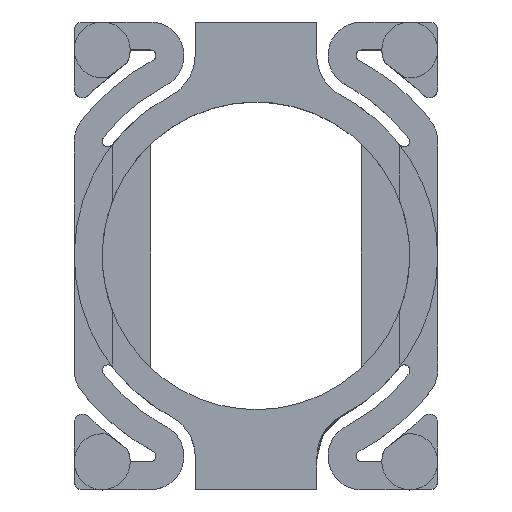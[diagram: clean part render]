
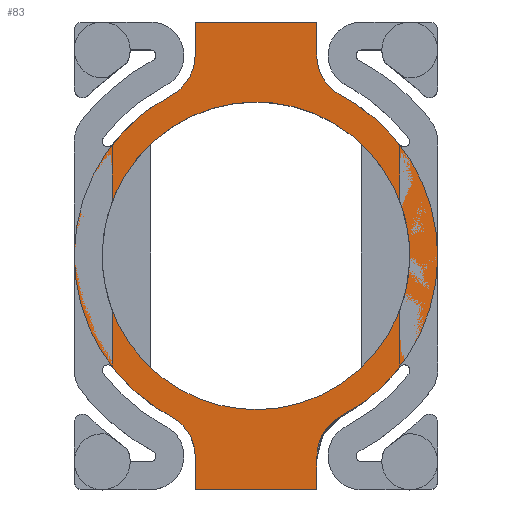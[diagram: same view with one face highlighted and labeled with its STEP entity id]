
A CAD part, top view. The second image highlights one B-rep face of the part: STEP entity #83.
In plain terms, the highlighted planar face has unit normal (0, 0, 1).
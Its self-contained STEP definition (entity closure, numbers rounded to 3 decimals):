
#12=FACE_BOUND($,#263,.T.);
#83=ADVANCED_FACE($,(#172,#12),#1018,.T.);
#172=FACE_OUTER_BOUND($,#262,.T.);
#262=EDGE_LOOP($,(#438,#439,#440,#441,#442));
#263=EDGE_LOOP($,(#443,#444));
#438=ORIENTED_EDGE($,*,*,#729,.T.);
#439=ORIENTED_EDGE($,*,*,#739,.T.);
#440=ORIENTED_EDGE($,*,*,#738,.T.);
#441=ORIENTED_EDGE($,*,*,#737,.T.);
#442=ORIENTED_EDGE($,*,*,#736,.T.);
#443=ORIENTED_EDGE($,*,*,#731,.T.);
#444=ORIENTED_EDGE($,*,*,#746,.T.);
#729=EDGE_CURVE($,#885,#894,#1161,.T.);
#731=EDGE_CURVE($,#886,#896,#1162,.T.);
#736=EDGE_CURVE($,#891,#885,#1165,.T.);
#737=EDGE_CURVE($,#892,#891,#1085,.T.);
#738=EDGE_CURVE($,#893,#892,#1166,.T.);
#739=EDGE_CURVE($,#894,#893,#1086,.T.);
#746=EDGE_CURVE($,#896,#886,#1168,.T.);
#885=VERTEX_POINT($,#2186);
#886=VERTEX_POINT($,#2187);
#891=VERTEX_POINT($,#2192);
#892=VERTEX_POINT($,#2193);
#893=VERTEX_POINT($,#2194);
#894=VERTEX_POINT($,#2195);
#896=VERTEX_POINT($,#2197);
#1018=PLANE($,#1317);
#1085=B_SPLINE_CURVE_WITH_KNOTS($,1,(#2069,#2070),.UNSPECIFIED.,.F.,.F.,
(2,2),(41.704,43.966),.UNSPECIFIED.);
#1086=B_SPLINE_CURVE_WITH_KNOTS($,1,(#2084,#2085),.UNSPECIFIED.,.F.,.F.,
(2,2),(20.405,24.761),.UNSPECIFIED.);
#1161=(
BOUNDED_CURVE()
B_SPLINE_CURVE(2,(#2026,#2027,#2028,#2029,#2030,#2031,#2032,#2033,#2034),
.UNSPECIFIED.,.F.,.F.)
B_SPLINE_CURVE_WITH_KNOTS((3,2,2,2,3),(4.877,11.934,
18.99,19.205,20.405),.UNSPECIFIED.)
CURVE()
GEOMETRIC_REPRESENTATION_ITEM()
RATIONAL_B_SPLINE_CURVE((1.,0.856,1.,0.856,1.,0.828,
0.935,0.967,1.))
REPRESENTATION_ITEM($)
);
#1162=(
BOUNDED_CURVE()
B_SPLINE_CURVE(2,(#2037,#2038,#2039,#2040,#2041),.UNSPECIFIED.,.F.,.F.)
B_SPLINE_CURVE_WITH_KNOTS((3,2,3),(-34.558,-25.918,-17.279),
.UNSPECIFIED.)
CURVE()
GEOMETRIC_REPRESENTATION_ITEM()
RATIONAL_B_SPLINE_CURVE((1.,0.707,1.,0.707,1.))
REPRESENTATION_ITEM($)
);
#1165=(
BOUNDED_CURVE()
B_SPLINE_CURVE(2,(#2064,#2065,#2066,#2067,#2068),.UNSPECIFIED.,.F.,.F.)
B_SPLINE_CURVE_WITH_KNOTS((3,2,3),(43.966,45.166,45.381),
.UNSPECIFIED.)
CURVE()
GEOMETRIC_REPRESENTATION_ITEM()
RATIONAL_B_SPLINE_CURVE((1.,1.,1.,0.856,1.))
REPRESENTATION_ITEM($)
);
#1166=(
BOUNDED_CURVE()
B_SPLINE_CURVE(2,(#2071,#2072,#2073,#2074,#2075,#2076,#2077,#2078,#2079,
#2080,#2081,#2082,#2083),.UNSPECIFIED.,.F.,.F.)
B_SPLINE_CURVE_WITH_KNOTS((3,2,2,2,2,2,3),(24.761,25.961,
26.176,33.232,40.288,40.504,41.704),
.UNSPECIFIED.)
CURVE()
GEOMETRIC_REPRESENTATION_ITEM()
RATIONAL_B_SPLINE_CURVE((1.,1.,1.,0.886,1.07,0.916,
1.07,0.916,1.07,0.886,1.,
1.,1.))
REPRESENTATION_ITEM($)
);
#1168=(
BOUNDED_CURVE()
B_SPLINE_CURVE(2,(#2101,#2102,#2103,#2104,#2105),.UNSPECIFIED.,.F.,.F.)
B_SPLINE_CURVE_WITH_KNOTS((3,2,3),(-17.279,-8.639,0.),
.UNSPECIFIED.)
CURVE()
GEOMETRIC_REPRESENTATION_ITEM()
RATIONAL_B_SPLINE_CURVE((1.,0.707,1.,0.707,1.))
REPRESENTATION_ITEM($)
);
#1317=AXIS2_PLACEMENT_3D($,#2127,#1354,$);
#1354=DIRECTION($,(0.,0.,1.));
#2026=CARTESIAN_POINT($,(69.134,34.898,6.));
#2027=CARTESIAN_POINT($,(65.666,33.069,6.));
#2028=CARTESIAN_POINT($,(65.666,29.148,6.));
#2029=CARTESIAN_POINT($,(65.666,25.227,6.));
#2030=CARTESIAN_POINT($,(69.134,23.398,6.));
#2031=CARTESIAN_POINT($,(69.988,22.948,6.));
#2032=CARTESIAN_POINT($,(69.988,21.983,6.));
#2033=CARTESIAN_POINT($,(69.988,21.383,6.));
#2034=CARTESIAN_POINT($,(69.988,20.783,6.));
#2037=CARTESIAN_POINT($,(77.666,29.148,6.));
#2038=CARTESIAN_POINT($,(77.666,23.648,6.));
#2039=CARTESIAN_POINT($,(72.166,23.648,6.));
#2040=CARTESIAN_POINT($,(66.666,23.648,6.));
#2041=CARTESIAN_POINT($,(66.666,29.148,6.));
#2064=CARTESIAN_POINT($,(69.988,37.513,6.));
#2065=CARTESIAN_POINT($,(69.988,36.913,6.));
#2066=CARTESIAN_POINT($,(69.988,36.313,6.));
#2067=CARTESIAN_POINT($,(69.988,35.348,6.));
#2068=CARTESIAN_POINT($,(69.134,34.898,6.));
#2069=CARTESIAN_POINT($,(74.344,37.513,6.));
#2070=CARTESIAN_POINT($,(69.988,37.513,6.));
#2071=CARTESIAN_POINT($,(74.344,20.783,6.));
#2072=CARTESIAN_POINT($,(74.344,21.383,6.));
#2073=CARTESIAN_POINT($,(74.344,21.983,6.));
#2074=CARTESIAN_POINT($,(74.344,22.948,6.));
#2075=CARTESIAN_POINT($,(75.198,23.398,6.));
#2076=CARTESIAN_POINT($,(78.666,25.227,6.));
#2077=CARTESIAN_POINT($,(78.666,29.148,6.));
#2078=CARTESIAN_POINT($,(78.666,33.069,6.));
#2079=CARTESIAN_POINT($,(75.198,34.898,6.));
#2080=CARTESIAN_POINT($,(74.344,35.348,6.));
#2081=CARTESIAN_POINT($,(74.344,36.313,6.));
#2082=CARTESIAN_POINT($,(74.344,36.913,6.));
#2083=CARTESIAN_POINT($,(74.344,37.513,6.));
#2084=CARTESIAN_POINT($,(69.988,20.783,6.));
#2085=CARTESIAN_POINT($,(74.344,20.783,6.));
#2101=CARTESIAN_POINT($,(66.666,29.148,6.));
#2102=CARTESIAN_POINT($,(66.666,34.648,6.));
#2103=CARTESIAN_POINT($,(72.166,34.648,6.));
#2104=CARTESIAN_POINT($,(77.666,34.648,6.));
#2105=CARTESIAN_POINT($,(77.666,29.148,6.));
#2127=CARTESIAN_POINT($,(65.666,20.783,6.));
#2186=CARTESIAN_POINT($,(69.134,34.898,6.));
#2187=CARTESIAN_POINT($,(77.666,29.148,6.));
#2192=CARTESIAN_POINT($,(69.988,37.513,6.));
#2193=CARTESIAN_POINT($,(74.344,37.513,6.));
#2194=CARTESIAN_POINT($,(74.344,20.783,6.));
#2195=CARTESIAN_POINT($,(69.988,20.783,6.));
#2197=CARTESIAN_POINT($,(66.666,29.148,6.));
